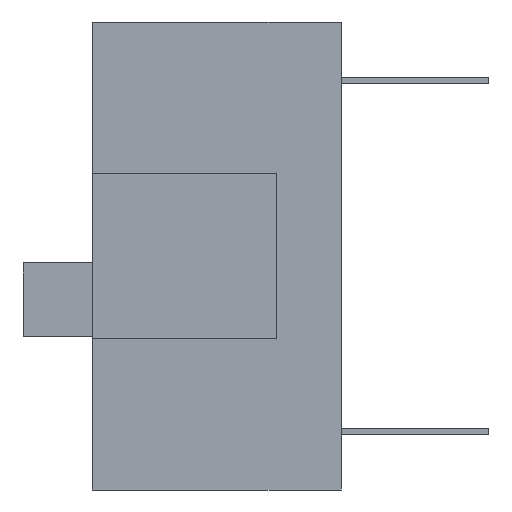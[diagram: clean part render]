
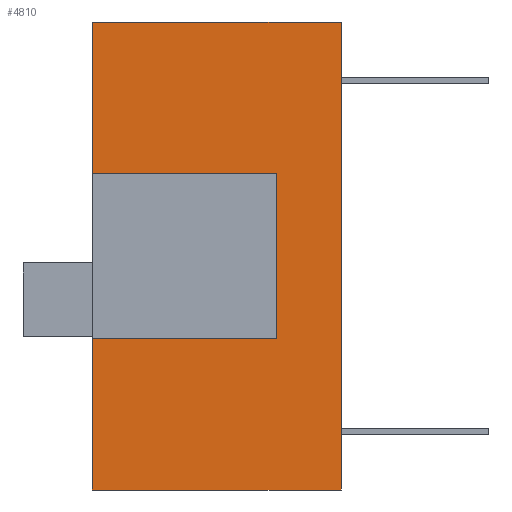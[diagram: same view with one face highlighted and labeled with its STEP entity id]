
A CAD part, left-side view. The second image highlights one B-rep face of the part: STEP entity #4810.
In plain terms, the highlighted planar face has unit normal (-1, 0, 0).
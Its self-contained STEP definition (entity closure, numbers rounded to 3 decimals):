
#4511 = VERTEX_POINT ( 'NONE', #12139 ) ;
#4519 = VERTEX_POINT ( 'NONE', #12175 ) ;
#4520 = VERTEX_POINT ( 'NONE', #12171 ) ;
#4525 = EDGE_CURVE ( 'NONE', #4511, #4519, #12158, .T. ) ;
#4532 = VERTEX_POINT ( 'NONE', #12336 ) ;
#4605 = EDGE_CURVE ( 'NONE', #4520, #4532, #12407, .T. ) ;
#4709 = VERTEX_POINT ( 'NONE', #12823 ) ;
#4731 = ORIENTED_EDGE ( 'NONE', *, *, #4735, .T. ) ;
#4732 = EDGE_CURVE ( 'NONE', #4842, #4520, #12951, .T. ) ;
#4733 = ORIENTED_EDGE ( 'NONE', *, *, #4841, .F. ) ;
#4734 = EDGE_CURVE ( 'NONE', #4834, #4532, #12947, .T. ) ;
#4735 = EDGE_CURVE ( 'NONE', #4736, #4834, #12960, .T. ) ;
#4736 = VERTEX_POINT ( 'NONE', #12957 ) ;
#4737 = ORIENTED_EDGE ( 'NONE', *, *, #4734, .T. ) ;
#4756 = EDGE_LOOP ( 'NONE', ( #4731, #4737, #4833, #4840, #4733, #4832, #4831, #4850 ) ) ;
#4810 = ADVANCED_FACE ( 'NONE', ( #12987 ), #12991, .T. ) ;
#4831 = ORIENTED_EDGE ( 'NONE', *, *, #4525, .F. ) ;
#4832 = ORIENTED_EDGE ( 'NONE', *, *, #4843, .F. ) ;
#4833 = ORIENTED_EDGE ( 'NONE', *, *, #4605, .F. ) ;
#4834 = VERTEX_POINT ( 'NONE', #13342 ) ;
#4840 = ORIENTED_EDGE ( 'NONE', *, *, #4732, .F. ) ;
#4841 = EDGE_CURVE ( 'NONE', #4709, #4842, #13337, .T. ) ;
#4842 = VERTEX_POINT ( 'NONE', #13189 ) ;
#4843 = EDGE_CURVE ( 'NONE', #4519, #4709, #13335, .T. ) ;
#4849 = EDGE_CURVE ( 'NONE', #4736, #4511, #13266, .T. ) ;
#4850 = ORIENTED_EDGE ( 'NONE', *, *, #4849, .F. ) ;
#12139 = CARTESIAN_POINT ( 'NONE',  ( 0., 5.4, -3.28 ) ) ;
#12151 = DIRECTION ( 'NONE',  ( 0., 0., 1. ) ) ;
#12152 = VECTOR ( 'NONE', #12151, 1000. ) ;
#12153 = CARTESIAN_POINT ( 'NONE',  ( 0., 5.4, 0. ) ) ;
#12158 = LINE ( 'NONE', #12153, #12152 ) ;
#12171 = CARTESIAN_POINT ( 'NONE',  ( 0., 5.4, -10.16 ) ) ;
#12175 = CARTESIAN_POINT ( 'NONE',  ( 0., 5.4, 0. ) ) ;
#12336 = CARTESIAN_POINT ( 'NONE',  ( 0., 5.4, -6.88 ) ) ;
#12404 = DIRECTION ( 'NONE',  ( 0., 0., 1. ) ) ;
#12405 = VECTOR ( 'NONE', #12404, 1000. ) ;
#12406 = CARTESIAN_POINT ( 'NONE',  ( 0., 5.4, 0. ) ) ;
#12407 = LINE ( 'NONE', #12406, #12405 ) ;
#12823 = CARTESIAN_POINT ( 'NONE',  ( 0., 0., 0. ) ) ;
#12941 = DIRECTION ( 'NONE',  ( 0., 0., -1. ) ) ;
#12942 = VECTOR ( 'NONE', #12941, 1000. ) ;
#12943 = CARTESIAN_POINT ( 'NONE',  ( 0., 1.4, -6.88 ) ) ;
#12944 = DIRECTION ( 'NONE',  ( 0., 1., 0. ) ) ;
#12945 = VECTOR ( 'NONE', #12944, 1000. ) ;
#12946 = CARTESIAN_POINT ( 'NONE',  ( 0., 1.4, -6.88 ) ) ;
#12947 = LINE ( 'NONE', #12946, #12945 ) ;
#12948 = DIRECTION ( 'NONE',  ( 0., 1., 0. ) ) ;
#12949 = VECTOR ( 'NONE', #12948, 1000. ) ;
#12950 = CARTESIAN_POINT ( 'NONE',  ( 0., 0., -10.16 ) ) ;
#12951 = LINE ( 'NONE', #12950, #12949 ) ;
#12957 = CARTESIAN_POINT ( 'NONE',  ( 0., 1.4, -3.28 ) ) ;
#12960 = LINE ( 'NONE', #12943, #12942 ) ;
#12986 = CARTESIAN_POINT ( 'NONE',  ( 0., 5.4, 0. ) ) ;
#12987 = FACE_OUTER_BOUND ( 'NONE', #4756, .T. ) ;
#12990 = DIRECTION ( 'NONE',  ( -1., 0., 0. ) ) ;
#12991 = PLANE ( 'NONE',  #13051 ) ;
#12996 = DIRECTION ( 'NONE',  ( 0., 0., 1. ) ) ;
#13051 = AXIS2_PLACEMENT_3D ( 'NONE', #12986, #12990, #12996 ) ;
#13183 = DIRECTION ( 'NONE',  ( 0., -1., 0. ) ) ;
#13184 = VECTOR ( 'NONE', #13183, 1000. ) ;
#13187 = DIRECTION ( 'NONE',  ( 0., 0., -1. ) ) ;
#13188 = VECTOR ( 'NONE', #13187, 1000. ) ;
#13189 = CARTESIAN_POINT ( 'NONE',  ( 0., 0., -10.16 ) ) ;
#13262 = DIRECTION ( 'NONE',  ( 0., 1., 0. ) ) ;
#13263 = VECTOR ( 'NONE', #13262, 1000. ) ;
#13264 = CARTESIAN_POINT ( 'NONE',  ( 0., 1.4, -3.28 ) ) ;
#13266 = LINE ( 'NONE', #13264, #13263 ) ;
#13334 = CARTESIAN_POINT ( 'NONE',  ( 0., 0., 0. ) ) ;
#13335 = LINE ( 'NONE', #13334, #13184 ) ;
#13336 = CARTESIAN_POINT ( 'NONE',  ( 0., 0., 0. ) ) ;
#13337 = LINE ( 'NONE', #13336, #13188 ) ;
#13342 = CARTESIAN_POINT ( 'NONE',  ( 0., 1.4, -6.88 ) ) ;
